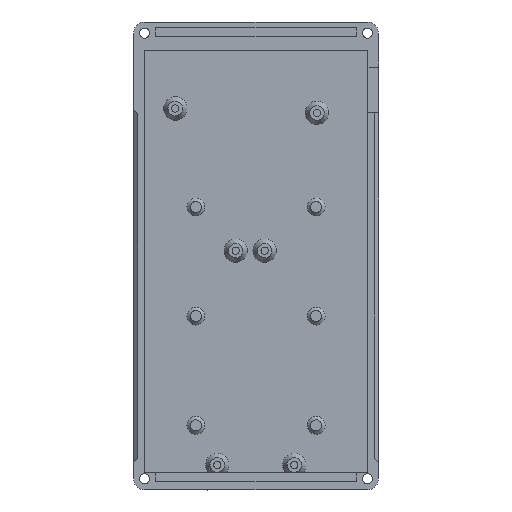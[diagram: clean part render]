
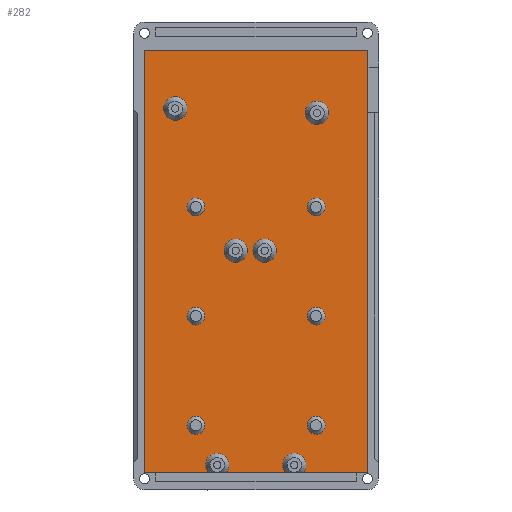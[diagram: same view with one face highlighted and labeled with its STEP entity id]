
A CAD part, top view. The second image highlights one B-rep face of the part: STEP entity #282.
In plain terms, the highlighted planar face has unit normal (0, 0, 1).
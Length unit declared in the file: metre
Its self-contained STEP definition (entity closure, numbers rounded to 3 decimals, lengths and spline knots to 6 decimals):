
#282 = ADVANCED_FACE( '', ( #752, #753, #754, #755, #756, #757, #758, #759, #760, #761, #762 ), #763, .F. );
#752 = FACE_BOUND( '', #1462, .T. );
#753 = FACE_BOUND( '', #1463, .T. );
#754 = FACE_BOUND( '', #1464, .T. );
#755 = FACE_BOUND( '', #1465, .T. );
#756 = FACE_BOUND( '', #1466, .T. );
#757 = FACE_BOUND( '', #1467, .T. );
#758 = FACE_BOUND( '', #1468, .T. );
#759 = FACE_BOUND( '', #1469, .T. );
#760 = FACE_BOUND( '', #1470, .T. );
#761 = FACE_BOUND( '', #1471, .T. );
#762 = FACE_OUTER_BOUND( '', #1472, .T. );
#763 = PLANE( '', #1473 );
#1462 = EDGE_LOOP( '', ( #2258 ) );
#1463 = EDGE_LOOP( '', ( #2259 ) );
#1464 = EDGE_LOOP( '', ( #2260 ) );
#1465 = EDGE_LOOP( '', ( #2261 ) );
#1466 = EDGE_LOOP( '', ( #2262 ) );
#1467 = EDGE_LOOP( '', ( #2263 ) );
#1468 = EDGE_LOOP( '', ( #2264 ) );
#1469 = EDGE_LOOP( '', ( #2265 ) );
#1470 = EDGE_LOOP( '', ( #2266 ) );
#1471 = EDGE_LOOP( '', ( #2267 ) );
#1472 = EDGE_LOOP( '', ( #2268, #2269, #2270, #2271, #2272, #2273, #2274, #2275 ) );
#1473 = AXIS2_PLACEMENT_3D( '', #2276, #2277, #2278 );
#2258 = ORIENTED_EDGE( '', *, *, #4108, .T. );
#2259 = ORIENTED_EDGE( '', *, *, #4091, .T. );
#2260 = ORIENTED_EDGE( '', *, *, #4109, .T. );
#2261 = ORIENTED_EDGE( '', *, *, #4110, .T. );
#2262 = ORIENTED_EDGE( '', *, *, #4111, .T. );
#2263 = ORIENTED_EDGE( '', *, *, #4112, .T. );
#2264 = ORIENTED_EDGE( '', *, *, #4113, .T. );
#2265 = ORIENTED_EDGE( '', *, *, #4114, .T. );
#2266 = ORIENTED_EDGE( '', *, *, #4115, .T. );
#2267 = ORIENTED_EDGE( '', *, *, #4116, .T. );
#2268 = ORIENTED_EDGE( '', *, *, #4117, .T. );
#2269 = ORIENTED_EDGE( '', *, *, #4118, .T. );
#2270 = ORIENTED_EDGE( '', *, *, #4119, .T. );
#2271 = ORIENTED_EDGE( '', *, *, #4120, .T. );
#2272 = ORIENTED_EDGE( '', *, *, #4121, .T. );
#2273 = ORIENTED_EDGE( '', *, *, #4122, .T. );
#2274 = ORIENTED_EDGE( '', *, *, #4123, .T. );
#2275 = ORIENTED_EDGE( '', *, *, #4024, .T. );
#2276 = CARTESIAN_POINT( '', ( 0.211326, 0.26655, 0.313997 ) );
#2277 = DIRECTION( '', ( 0., 0., -1. ) );
#2278 = DIRECTION( '', ( 1., 0., 0. ) );
#4024 = EDGE_CURVE( '', #4775, #4776, #4777, .T. );
#4091 = EDGE_CURVE( '', #4893, #4893, #4894, .T. );
#4108 = EDGE_CURVE( '', #4922, #4922, #4923, .T. );
#4109 = EDGE_CURVE( '', #4924, #4924, #4925, .T. );
#4110 = EDGE_CURVE( '', #4926, #4926, #4927, .T. );
#4111 = EDGE_CURVE( '', #4928, #4928, #4929, .T. );
#4112 = EDGE_CURVE( '', #4930, #4930, #4931, .T. );
#4113 = EDGE_CURVE( '', #4932, #4932, #4933, .T. );
#4114 = EDGE_CURVE( '', #4934, #4934, #4935, .T. );
#4115 = EDGE_CURVE( '', #4936, #4936, #4937, .T. );
#4116 = EDGE_CURVE( '', #4938, #4938, #4939, .T. );
#4117 = EDGE_CURVE( '', #4776, #4940, #4941, .T. );
#4118 = EDGE_CURVE( '', #4940, #4942, #4943, .T. );
#4119 = EDGE_CURVE( '', #4942, #4944, #4945, .T. );
#4120 = EDGE_CURVE( '', #4944, #4946, #4947, .T. );
#4121 = EDGE_CURVE( '', #4946, #4948, #4949, .T. );
#4122 = EDGE_CURVE( '', #4948, #4950, #4951, .T. );
#4123 = EDGE_CURVE( '', #4950, #4775, #4952, .T. );
#4775 = VERTEX_POINT( '', #5894 );
#4776 = VERTEX_POINT( '', #5895 );
#4777 = LINE( '', #5896, #5897 );
#4893 = VERTEX_POINT( '', #6043 );
#4894 = CIRCLE( '', #6044, 0.004 );
#4922 = VERTEX_POINT( '', #6077 );
#4923 = CIRCLE( '', #6078, 0.004 );
#4924 = VERTEX_POINT( '', #6079 );
#4925 = CIRCLE( '', #6080, 0.004 );
#4926 = VERTEX_POINT( '', #6081 );
#4927 = CIRCLE( '', #6082, 0.004 );
#4928 = VERTEX_POINT( '', #6083 );
#4929 = CIRCLE( '', #6084, 0.004 );
#4930 = VERTEX_POINT( '', #6085 );
#4931 = CIRCLE( '', #6086, 0.004 );
#4932 = VERTEX_POINT( '', #6087 );
#4933 = CIRCLE( '', #6088, 0.00525 );
#4934 = VERTEX_POINT( '', #6089 );
#4935 = CIRCLE( '', #6090, 0.00525 );
#4936 = VERTEX_POINT( '', #6091 );
#4937 = CIRCLE( '', #6092, 0.00525 );
#4938 = VERTEX_POINT( '', #6093 );
#4939 = CIRCLE( '', #6094, 0.00525 );
#4940 = VERTEX_POINT( '', #6095 );
#4941 = LINE( '', #6096, #6097 );
#4942 = VERTEX_POINT( '', #6098 );
#4943 = LINE( '', #6099, #6100 );
#4944 = VERTEX_POINT( '', #6101 );
#4945 = CIRCLE( '', #6102, 0.00525 );
#4946 = VERTEX_POINT( '', #6103 );
#4947 = LINE( '', #6104, #6105 );
#4948 = VERTEX_POINT( '', #6106 );
#4949 = CIRCLE( '', #6107, 0.00525 );
#4950 = VERTEX_POINT( '', #6108 );
#4951 = LINE( '', #6109, #6110 );
#4952 = LINE( '', #6111, #6112 );
#5894 = CARTESIAN_POINT( '', ( 0.261576, 0.3588, 0.313997 ) );
#5895 = CARTESIAN_POINT( '', ( 0.161076, 0.3588, 0.313997 ) );
#5896 = CARTESIAN_POINT( '', ( 0.246028, 0.3588, 0.313997 ) );
#5897 = VECTOR( '', #7390, 1. );
#6043 = CARTESIAN_POINT( '', ( 0.180326, 0.28855, 0.313997 ) );
#6044 = AXIS2_PLACEMENT_3D( '', #7484, #7485, #7486 );
#6077 = CARTESIAN_POINT( '', ( 0.234326, 0.28855, 0.313997 ) );
#6078 = AXIS2_PLACEMENT_3D( '', #7513, #7514, #7515 );
#6079 = CARTESIAN_POINT( '', ( 0.234326, 0.23955, 0.313997 ) );
#6080 = AXIS2_PLACEMENT_3D( '', #7516, #7517, #7518 );
#6081 = CARTESIAN_POINT( '', ( 0.180326, 0.23955, 0.313997 ) );
#6082 = AXIS2_PLACEMENT_3D( '', #7519, #7520, #7521 );
#6083 = CARTESIAN_POINT( '', ( 0.180326, 0.19055, 0.313997 ) );
#6084 = AXIS2_PLACEMENT_3D( '', #7522, #7523, #7524 );
#6085 = CARTESIAN_POINT( '', ( 0.234326, 0.19055, 0.313997 ) );
#6086 = AXIS2_PLACEMENT_3D( '', #7525, #7526, #7527 );
#6087 = CARTESIAN_POINT( '', ( 0.233439, 0.33074, 0.313997 ) );
#6088 = AXIS2_PLACEMENT_3D( '', #7528, #7529, #7530 );
#6089 = CARTESIAN_POINT( '', ( 0.169826, 0.33275, 0.313997 ) );
#6090 = AXIS2_PLACEMENT_3D( '', #7531, #7532, #7533 );
#6091 = CARTESIAN_POINT( '', ( 0.196969, 0.268911, 0.313997 ) );
#6092 = AXIS2_PLACEMENT_3D( '', #7534, #7535, #7536 );
#6093 = CARTESIAN_POINT( '', ( 0.209969, 0.268911, 0.313997 ) );
#6094 = AXIS2_PLACEMENT_3D( '', #7537, #7538, #7539 );
#6095 = CARTESIAN_POINT( '', ( 0.161076, 0.1693, 0.313997 ) );
#6096 = CARTESIAN_POINT( '', ( 0.161076, 0.261613, 0.313997 ) );
#6097 = VECTOR( '', #7540, 1. );
#6098 = CARTESIAN_POINT( '', ( 0.189972, 0.1693, 0.313997 ) );
#6099 = CARTESIAN_POINT( '', ( 0.246028, 0.1693, 0.313997 ) );
#6100 = VECTOR( '', #7541, 1. );
#6101 = CARTESIAN_POINT( '', ( 0.197867, 0.1693, 0.313997 ) );
#6102 = AXIS2_PLACEMENT_3D( '', #7542, #7543, #7544 );
#6103 = CARTESIAN_POINT( '', ( 0.224572, 0.1693, 0.313997 ) );
#6104 = CARTESIAN_POINT( '', ( 0.246028, 0.1693, 0.313997 ) );
#6105 = VECTOR( '', #7545, 1. );
#6106 = CARTESIAN_POINT( '', ( 0.232467, 0.1693, 0.313997 ) );
#6107 = AXIS2_PLACEMENT_3D( '', #7546, #7547, #7548 );
#6108 = CARTESIAN_POINT( '', ( 0.261576, 0.1693, 0.313997 ) );
#6109 = CARTESIAN_POINT( '', ( 0.246028, 0.1693, 0.313997 ) );
#6110 = VECTOR( '', #7549, 1. );
#6111 = CARTESIAN_POINT( '', ( 0.261576, 0.261613, 0.313997 ) );
#6112 = VECTOR( '', #7550, 1. );
#7390 = DIRECTION( '', ( -1., 0., 0. ) );
#7484 = CARTESIAN_POINT( '', ( 0.184326, 0.28855, 0.313997 ) );
#7485 = DIRECTION( '', ( 0., 0., -1. ) );
#7486 = DIRECTION( '', ( -1., 0., 0. ) );
#7513 = CARTESIAN_POINT( '', ( 0.238326, 0.28855, 0.313997 ) );
#7514 = DIRECTION( '', ( 0., 0., -1. ) );
#7515 = DIRECTION( '', ( -1., 0., 0. ) );
#7516 = CARTESIAN_POINT( '', ( 0.238326, 0.23955, 0.313997 ) );
#7517 = DIRECTION( '', ( 0., 0., -1. ) );
#7518 = DIRECTION( '', ( -1., 0., 0. ) );
#7519 = CARTESIAN_POINT( '', ( 0.184326, 0.23955, 0.313997 ) );
#7520 = DIRECTION( '', ( 0., 0., -1. ) );
#7521 = DIRECTION( '', ( -1., 0., 0. ) );
#7522 = CARTESIAN_POINT( '', ( 0.184326, 0.19055, 0.313997 ) );
#7523 = DIRECTION( '', ( 0., 0., -1. ) );
#7524 = DIRECTION( '', ( -1., 0., 0. ) );
#7525 = CARTESIAN_POINT( '', ( 0.238326, 0.19055, 0.313997 ) );
#7526 = DIRECTION( '', ( 0., 0., -1. ) );
#7527 = DIRECTION( '', ( -1., 0., 0. ) );
#7528 = CARTESIAN_POINT( '', ( 0.238689, 0.33074, 0.313997 ) );
#7529 = DIRECTION( '', ( 0., 0., -1. ) );
#7530 = DIRECTION( '', ( -1., 0., 0. ) );
#7531 = CARTESIAN_POINT( '', ( 0.175076, 0.33275, 0.313997 ) );
#7532 = DIRECTION( '', ( 0., 0., -1. ) );
#7533 = DIRECTION( '', ( -1., 0., 0. ) );
#7534 = CARTESIAN_POINT( '', ( 0.202219, 0.268911, 0.313997 ) );
#7535 = DIRECTION( '', ( 0., 0., -1. ) );
#7536 = DIRECTION( '', ( -1., 0., 0. ) );
#7537 = CARTESIAN_POINT( '', ( 0.215219, 0.268911, 0.313997 ) );
#7538 = DIRECTION( '', ( 0., 0., -1. ) );
#7539 = DIRECTION( '', ( -1., 0., 0. ) );
#7540 = DIRECTION( '', ( 0., -1., 0. ) );
#7541 = DIRECTION( '', ( 1., 0., 0. ) );
#7542 = CARTESIAN_POINT( '', ( 0.193919, 0.172761, 0.313997 ) );
#7543 = DIRECTION( '', ( 0., 0., -1. ) );
#7544 = DIRECTION( '', ( -1., 0., 0. ) );
#7545 = DIRECTION( '', ( 1., 0., 0. ) );
#7546 = CARTESIAN_POINT( '', ( 0.228519, 0.172761, 0.313997 ) );
#7547 = DIRECTION( '', ( 0., 0., -1. ) );
#7548 = DIRECTION( '', ( -1., 0., 0. ) );
#7549 = DIRECTION( '', ( 1., 0., 0. ) );
#7550 = DIRECTION( '', ( 0., 1., 0. ) );
